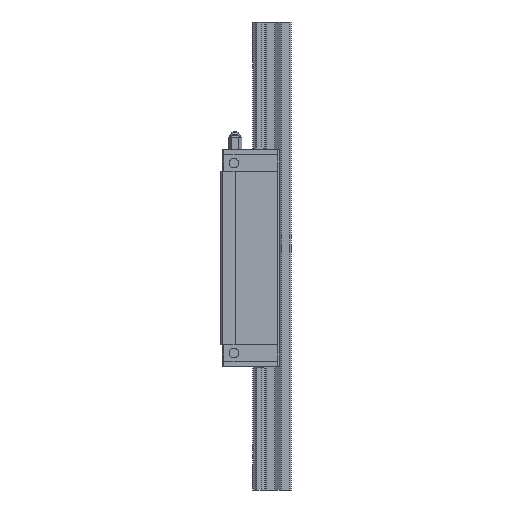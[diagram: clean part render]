
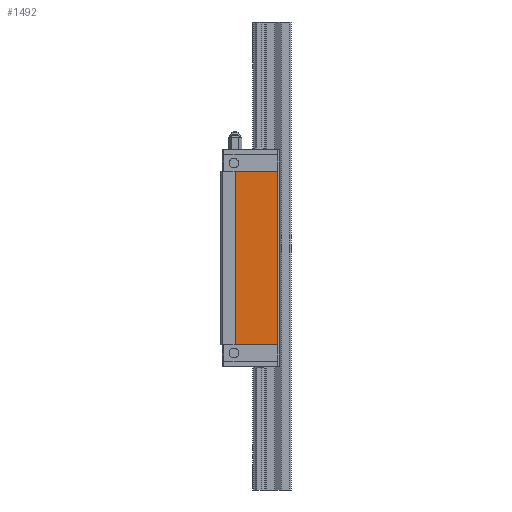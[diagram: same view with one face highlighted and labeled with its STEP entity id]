
A CAD part, left-side view. The second image highlights one B-rep face of the part: STEP entity #1492.
In plain terms, the highlighted planar face has unit normal (-1, 0, 0).
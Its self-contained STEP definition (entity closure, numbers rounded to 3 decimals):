
#122 = DIRECTION ( 'NONE',  ( -1., 0., 0. ) ) ;
#354 = LINE ( 'NONE', #7600, #6520 ) ;
#863 = ORIENTED_EDGE ( 'NONE', *, *, #2745, .T. ) ;
#954 = CARTESIAN_POINT ( 'NONE',  ( -29.5, 29.5, 51.8 ) ) ;
#1492 = ADVANCED_FACE ( 'NONE', ( #6111 ), #1803, .T. ) ;
#1538 = CARTESIAN_POINT ( 'NONE',  ( -29.5, 9., 51.8 ) ) ;
#1640 = CARTESIAN_POINT ( 'NONE',  ( -29.5, 34., 51.8 ) ) ;
#1798 = CARTESIAN_POINT ( 'NONE',  ( -29.5, 9., -51.8 ) ) ;
#1803 = PLANE ( 'NONE',  #1873 ) ;
#1873 = AXIS2_PLACEMENT_3D ( 'NONE', #954, #122, #7388 ) ;
#2427 = VERTEX_POINT ( 'NONE', #4136 ) ;
#2668 = DIRECTION ( 'NONE',  ( 0., 1., 0. ) ) ;
#2745 = EDGE_CURVE ( 'NONE', #5987, #2427, #4519, .T. ) ;
#2856 = DIRECTION ( 'NONE',  ( 0., 0., -1. ) ) ;
#3323 = EDGE_LOOP ( 'NONE', ( #7962, #863, #3336, #5724 ) ) ;
#3336 = ORIENTED_EDGE ( 'NONE', *, *, #7347, .F. ) ;
#3493 = CARTESIAN_POINT ( 'NONE',  ( -29.5, 27.4, 51.8 ) ) ;
#3692 = CARTESIAN_POINT ( 'NONE',  ( -29.5, 34., 51.8 ) ) ;
#3939 = VERTEX_POINT ( 'NONE', #1538 ) ;
#4136 = CARTESIAN_POINT ( 'NONE',  ( -29.5, 34., -51.8 ) ) ;
#4166 = VECTOR ( 'NONE', #4686, 1000. ) ;
#4326 = LINE ( 'NONE', #3493, #4902 ) ;
#4519 = LINE ( 'NONE', #3692, #7917 ) ;
#4686 = DIRECTION ( 'NONE',  ( 0., 0., 1. ) ) ;
#4902 = VECTOR ( 'NONE', #2668, 1000. ) ;
#4955 = EDGE_CURVE ( 'NONE', #5835, #3939, #6331, .T. ) ;
#5536 = CARTESIAN_POINT ( 'NONE',  ( -29.5, 9., 51.8 ) ) ;
#5724 = ORIENTED_EDGE ( 'NONE', *, *, #4955, .T. ) ;
#5835 = VERTEX_POINT ( 'NONE', #1798 ) ;
#5987 = VERTEX_POINT ( 'NONE', #1640 ) ;
#6111 = FACE_OUTER_BOUND ( 'NONE', #3323, .T. ) ;
#6331 = LINE ( 'NONE', #5536, #4166 ) ;
#6520 = VECTOR ( 'NONE', #6804, 1000. ) ;
#6804 = DIRECTION ( 'NONE',  ( 0., 1., 0. ) ) ;
#7347 = EDGE_CURVE ( 'NONE', #5835, #2427, #354, .T. ) ;
#7388 = DIRECTION ( 'NONE',  ( 0., -1., 0. ) ) ;
#7600 = CARTESIAN_POINT ( 'NONE',  ( -29.5, 27.4, -51.8 ) ) ;
#7831 = EDGE_CURVE ( 'NONE', #3939, #5987, #4326, .T. ) ;
#7917 = VECTOR ( 'NONE', #2856, 1000. ) ;
#7962 = ORIENTED_EDGE ( 'NONE', *, *, #7831, .T. ) ;
